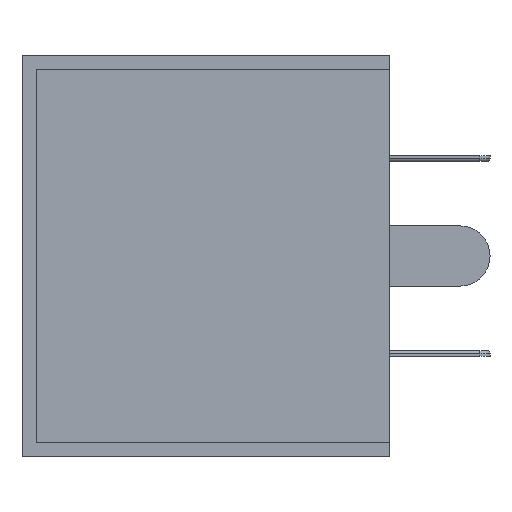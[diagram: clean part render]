
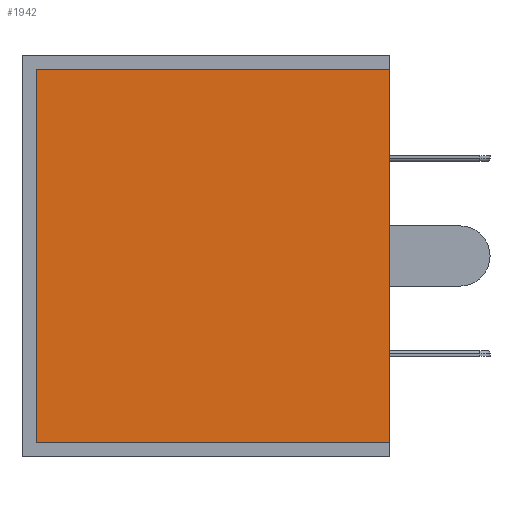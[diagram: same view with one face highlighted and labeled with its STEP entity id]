
A CAD part, left-side view. The second image highlights one B-rep face of the part: STEP entity #1942.
In plain terms, the highlighted planar face has unit normal (-1, 0, 0).
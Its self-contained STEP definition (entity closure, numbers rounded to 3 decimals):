
#261 = LINE ( 'NONE', #1373, #2019 ) ;
#351 = LINE ( 'NONE', #1264, #1280 ) ;
#459 = VERTEX_POINT ( 'NONE', #3061 ) ;
#510 = DIRECTION ( 'NONE',  ( 0., 0., 1. ) ) ;
#584 = EDGE_CURVE ( 'NONE', #459, #2284, #261, .T. ) ;
#594 = DIRECTION ( 'NONE',  ( -1., 0., 0. ) ) ;
#757 = CARTESIAN_POINT ( 'NONE',  ( -12.4, 5.8, -6.5 ) ) ;
#1099 = DIRECTION ( 'NONE',  ( 0., 0., 1. ) ) ;
#1177 = EDGE_CURVE ( 'NONE', #2833, #2616, #351, .T. ) ;
#1213 = EDGE_CURVE ( 'NONE', #2284, #2833, #2725, .T. ) ;
#1241 = DIRECTION ( 'NONE',  ( 0., 1., 0. ) ) ;
#1264 = CARTESIAN_POINT ( 'NONE',  ( -12.4, 5.8, 7. ) ) ;
#1280 = VECTOR ( 'NONE', #510, 1000. ) ;
#1337 = ORIENTED_EDGE ( 'NONE', *, *, #584, .F. ) ;
#1373 = CARTESIAN_POINT ( 'NONE',  ( -12.4, -6.5, 7. ) ) ;
#1433 = EDGE_LOOP ( 'NONE', ( #2111, #1821, #1655, #1337 ) ) ;
#1443 = LINE ( 'NONE', #2032, #2930 ) ;
#1491 = CARTESIAN_POINT ( 'NONE',  ( -12.4, 6.3, -6.5 ) ) ;
#1655 = ORIENTED_EDGE ( 'NONE', *, *, #1213, .F. ) ;
#1771 = FACE_OUTER_BOUND ( 'NONE', #1433, .T. ) ;
#1793 = DIRECTION ( 'NONE',  ( 0., -1., 0. ) ) ;
#1821 = ORIENTED_EDGE ( 'NONE', *, *, #1177, .F. ) ;
#1900 = CARTESIAN_POINT ( 'NONE',  ( -12.4, 5.8, 6.5 ) ) ;
#1942 = ADVANCED_FACE ( 'NONE', ( #1771 ), #2337, .T. ) ;
#1993 = VECTOR ( 'NONE', #1241, 1000. ) ;
#2019 = VECTOR ( 'NONE', #2105, 1000. ) ;
#2032 = CARTESIAN_POINT ( 'NONE',  ( -12.4, 6.3, 6.5 ) ) ;
#2105 = DIRECTION ( 'NONE',  ( 0., 0., -1. ) ) ;
#2111 = ORIENTED_EDGE ( 'NONE', *, *, #2892, .F. ) ;
#2116 = CARTESIAN_POINT ( 'NONE',  ( -12.4, 6.3, -7. ) ) ;
#2284 = VERTEX_POINT ( 'NONE', #2440 ) ;
#2337 = PLANE ( 'NONE',  #2407 ) ;
#2407 = AXIS2_PLACEMENT_3D ( 'NONE', #2116, #594, #1099 ) ;
#2440 = CARTESIAN_POINT ( 'NONE',  ( -12.4, -6.5, -6.5 ) ) ;
#2616 = VERTEX_POINT ( 'NONE', #1900 ) ;
#2725 = LINE ( 'NONE', #1491, #1993 ) ;
#2833 = VERTEX_POINT ( 'NONE', #757 ) ;
#2892 = EDGE_CURVE ( 'NONE', #2616, #459, #1443, .T. ) ;
#2930 = VECTOR ( 'NONE', #1793, 1000. ) ;
#3061 = CARTESIAN_POINT ( 'NONE',  ( -12.4, -6.5, 6.5 ) ) ;
